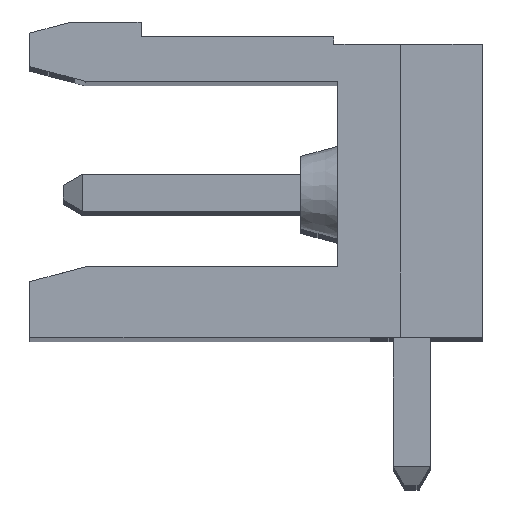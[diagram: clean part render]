
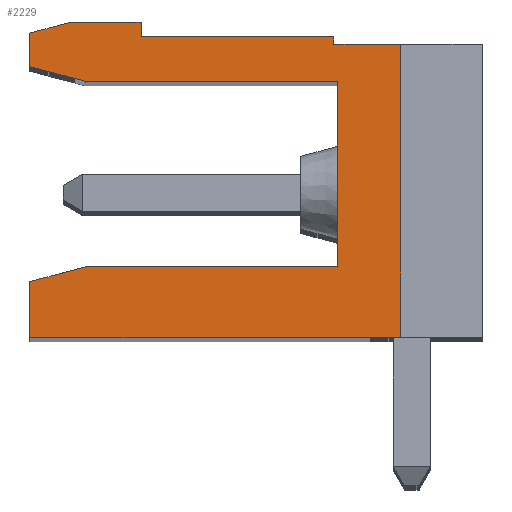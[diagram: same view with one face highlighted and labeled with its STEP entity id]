
A CAD part, top view. The second image highlights one B-rep face of the part: STEP entity #2229.
In plain terms, the highlighted planar face has unit normal (0, 0, 1).
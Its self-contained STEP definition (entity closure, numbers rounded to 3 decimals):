
#2229 = ADVANCED_FACE( '', ( #4513 ), #4514, .T. );
#4513 = FACE_OUTER_BOUND( '', #6867, .T. );
#4514 = PLANE( '', #6868 );
#6867 = EDGE_LOOP( '', ( #13509, #13510, #13511, #13512, #13513, #13514, #13515, #13516, #13517, #13518, #13519, #13520, #13521, #13522, #13523 ) );
#6868 = AXIS2_PLACEMENT_3D( '', #13524, #13525, #13526 );
#13509 = ORIENTED_EDGE( '', *, *, #16656, .F. );
#13510 = ORIENTED_EDGE( '', *, *, #14485, .F. );
#13511 = ORIENTED_EDGE( '', *, *, #16293, .F. );
#13512 = ORIENTED_EDGE( '', *, *, #15550, .T. );
#13513 = ORIENTED_EDGE( '', *, *, #16413, .F. );
#13514 = ORIENTED_EDGE( '', *, *, #15686, .F. );
#13515 = ORIENTED_EDGE( '', *, *, #16657, .F. );
#13516 = ORIENTED_EDGE( '', *, *, #14500, .F. );
#13517 = ORIENTED_EDGE( '', *, *, #14542, .F. );
#13518 = ORIENTED_EDGE( '', *, *, #16625, .T. );
#13519 = ORIENTED_EDGE( '', *, *, #15332, .T. );
#13520 = ORIENTED_EDGE( '', *, *, #15382, .T. );
#13521 = ORIENTED_EDGE( '', *, *, #15452, .T. );
#13522 = ORIENTED_EDGE( '', *, *, #16458, .F. );
#13523 = ORIENTED_EDGE( '', *, *, #16628, .F. );
#13524 = CARTESIAN_POINT( '', ( 194.225, 203.51, 81.28 ) );
#13525 = DIRECTION( '', ( 0., 0., 1. ) );
#13526 = DIRECTION( '', ( 1., 0., 0. ) );
#14485 = EDGE_CURVE( '', #17587, #17589, #17590, .T. );
#14500 = EDGE_CURVE( '', #17612, #17615, #17616, .T. );
#14542 = EDGE_CURVE( '', #17682, #17612, #17685, .T. );
#15332 = EDGE_CURVE( '', #18936, #18937, #18938, .T. );
#15382 = EDGE_CURVE( '', #18937, #19026, #19027, .T. );
#15452 = EDGE_CURVE( '', #19026, #19121, #19122, .T. );
#15550 = EDGE_CURVE( '', #19262, #19263, #19264, .T. );
#15686 = EDGE_CURVE( '', #19445, #19447, #19448, .T. );
#16293 = EDGE_CURVE( '', #19262, #17587, #20239, .T. );
#16413 = EDGE_CURVE( '', #19447, #19263, #20374, .T. );
#16458 = EDGE_CURVE( '', #20425, #19121, #20427, .T. );
#16625 = EDGE_CURVE( '', #17682, #18936, #20604, .T. );
#16628 = EDGE_CURVE( '', #20606, #20425, #20608, .T. );
#16656 = EDGE_CURVE( '', #17589, #20606, #20638, .T. );
#16657 = EDGE_CURVE( '', #17615, #19445, #20639, .T. );
#17587 = VERTEX_POINT( '', #21982 );
#17589 = VERTEX_POINT( '', #21985 );
#17590 = LINE( '', #21986, #21987 );
#17612 = VERTEX_POINT( '', #22018 );
#17615 = VERTEX_POINT( '', #22022 );
#17616 = LINE( '', #22023, #22024 );
#17682 = VERTEX_POINT( '', #22121 );
#17685 = LINE( '', #22125, #22126 );
#18936 = VERTEX_POINT( '', #23990 );
#18937 = VERTEX_POINT( '', #23991 );
#18938 = LINE( '', #23992, #23993 );
#19026 = VERTEX_POINT( '', #24128 );
#19027 = LINE( '', #24129, #24130 );
#19121 = VERTEX_POINT( '', #24272 );
#19122 = LINE( '', #24273, #24274 );
#19262 = VERTEX_POINT( '', #24483 );
#19263 = VERTEX_POINT( '', #24484 );
#19264 = LINE( '', #24485, #24486 );
#19445 = VERTEX_POINT( '', #24761 );
#19447 = VERTEX_POINT( '', #24764 );
#19448 = LINE( '', #24765, #24766 );
#20239 = LINE( '', #25966, #25967 );
#20374 = LINE( '', #26156, #26157 );
#20425 = VERTEX_POINT( '', #26242 );
#20427 = LINE( '', #26245, #26246 );
#20604 = LINE( '', #26492, #26493 );
#20606 = VERTEX_POINT( '', #26495 );
#20608 = LINE( '', #26498, #26499 );
#20638 = LINE( '', #26534, #26535 );
#20639 = LINE( '', #26536, #26537 );
#21982 = CARTESIAN_POINT( '', ( 195.725, 198.11, 81.28 ) );
#21985 = CARTESIAN_POINT( '', ( 202.525, 198.11, 81.28 ) );
#21986 = CARTESIAN_POINT( '', ( 195.725, 198.11, 81.28 ) );
#21987 = VECTOR( '', #27019, 1000. );
#22018 = CARTESIAN_POINT( '', ( 202.425, 204.31, 81.28 ) );
#22022 = CARTESIAN_POINT( '', ( 202.425, 204.11, 81.28 ) );
#22023 = CARTESIAN_POINT( '', ( 202.425, 204.11, 81.28 ) );
#22024 = VECTOR( '', #27033, 1000. );
#22121 = CARTESIAN_POINT( '', ( 197.225, 204.31, 81.28 ) );
#22125 = CARTESIAN_POINT( '', ( 202.425, 204.31, 81.28 ) );
#22126 = VECTOR( '', #27069, 1000. );
#23990 = CARTESIAN_POINT( '', ( 197.225, 204.71, 81.28 ) );
#23991 = CARTESIAN_POINT( '', ( 195.345, 204.71, 81.28 ) );
#23992 = CARTESIAN_POINT( '', ( 195.718, 204.71, 81.28 ) );
#23993 = VECTOR( '', #27740, 1000. );
#24128 = CARTESIAN_POINT( '', ( 194.225, 204.41, 81.28 ) );
#24129 = CARTESIAN_POINT( '', ( 194.225, 204.41, 81.28 ) );
#24130 = VECTOR( '', #27788, 1000. );
#24272 = CARTESIAN_POINT( '', ( 194.225, 203.51, 81.28 ) );
#24273 = CARTESIAN_POINT( '', ( 194.225, 204.31, 81.28 ) );
#24274 = VECTOR( '', #27852, 1000. );
#24483 = CARTESIAN_POINT( '', ( 194.225, 197.708, 81.28 ) );
#24484 = CARTESIAN_POINT( '', ( 194.225, 196.21, 81.28 ) );
#24485 = CARTESIAN_POINT( '', ( 194.225, 204.31, 81.28 ) );
#24486 = VECTOR( '', #27937, 1000. );
#24761 = CARTESIAN_POINT( '', ( 204.225, 204.11, 81.28 ) );
#24764 = CARTESIAN_POINT( '', ( 204.225, 196.21, 81.28 ) );
#24765 = CARTESIAN_POINT( '', ( 204.225, 204.11, 81.28 ) );
#24766 = VECTOR( '', #28048, 1000. );
#25966 = CARTESIAN_POINT( '', ( 194.225, 197.708, 81.28 ) );
#25967 = VECTOR( '', #28488, 1000. );
#26156 = CARTESIAN_POINT( '', ( 194.225, 196.21, 81.28 ) );
#26157 = VECTOR( '', #28564, 1000. );
#26242 = CARTESIAN_POINT( '', ( 195.718, 203.11, 81.28 ) );
#26245 = CARTESIAN_POINT( '', ( 195.718, 203.11, 81.28 ) );
#26246 = VECTOR( '', #28600, 1000. );
#26492 = CARTESIAN_POINT( '', ( 197.225, 204.81, 81.28 ) );
#26493 = VECTOR( '', #28691, 1000. );
#26495 = CARTESIAN_POINT( '', ( 202.525, 203.11, 81.28 ) );
#26498 = CARTESIAN_POINT( '', ( 202.525, 203.11, 81.28 ) );
#26499 = VECTOR( '', #28693, 1000. );
#26534 = CARTESIAN_POINT( '', ( 202.525, 198.11, 81.28 ) );
#26535 = VECTOR( '', #28705, 1000. );
#26536 = CARTESIAN_POINT( '', ( 206.425, 204.11, 81.28 ) );
#26537 = VECTOR( '', #28706, 1000. );
#27019 = DIRECTION( '', ( 1., 0., 0. ) );
#27033 = DIRECTION( '', ( 0., -1., 0. ) );
#27069 = DIRECTION( '', ( 1., 0., 0. ) );
#27740 = DIRECTION( '', ( -1., 0., 0. ) );
#27788 = DIRECTION( '', ( -0.966, -0.259, 0. ) );
#27852 = DIRECTION( '', ( 0., -1., 0. ) );
#27937 = DIRECTION( '', ( 0., -1., 0. ) );
#28048 = DIRECTION( '', ( 0., -1., 0. ) );
#28488 = DIRECTION( '', ( 0.966, 0.259, 0. ) );
#28564 = DIRECTION( '', ( -1., 0., 0. ) );
#28600 = DIRECTION( '', ( -0.966, 0.259, 0. ) );
#28691 = DIRECTION( '', ( 0., 1., 0. ) );
#28693 = DIRECTION( '', ( -1., 0., 0. ) );
#28705 = DIRECTION( '', ( 0., 1., 0. ) );
#28706 = DIRECTION( '', ( 1., 0., 0. ) );
